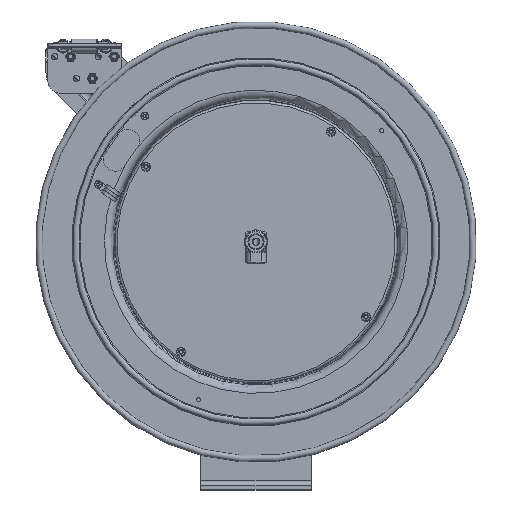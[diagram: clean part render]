
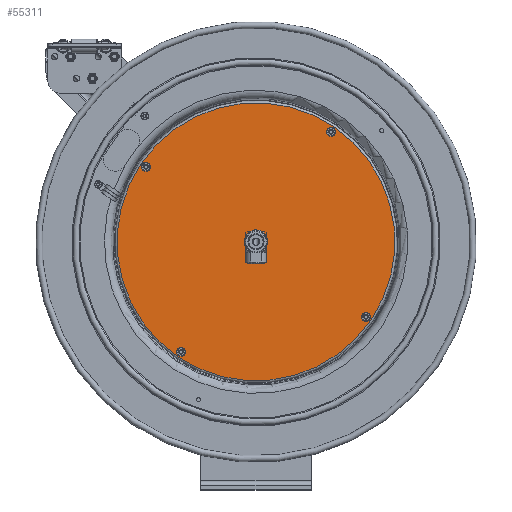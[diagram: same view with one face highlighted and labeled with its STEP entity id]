
A CAD part, top view. The second image highlights one B-rep face of the part: STEP entity #55311.
In plain terms, the highlighted planar face has unit normal (0, 0, 1).
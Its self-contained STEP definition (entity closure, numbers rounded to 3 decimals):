
#13471=FACE_BOUND('',#17307,.T.);
#13472=FACE_BOUND('',#17308,.T.);
#13473=FACE_BOUND('',#17309,.T.);
#13474=FACE_BOUND('',#17310,.T.);
#13475=FACE_BOUND('',#17311,.T.);
#14986=FACE_OUTER_BOUND('',#17306,.T.);
#17306=EDGE_LOOP('',(#45849,#45850));
#17307=EDGE_LOOP('',(#45851));
#17308=EDGE_LOOP('',(#45852));
#17309=EDGE_LOOP('',(#45853));
#17310=EDGE_LOOP('',(#45854));
#17311=EDGE_LOOP('',(#45855));
#19843=CIRCLE('',#59249,0.655);
#19845=CIRCLE('',#59252,7.565);
#19846=CIRCLE('',#59253,7.565);
#19847=CIRCLE('',#59254,0.141);
#19848=CIRCLE('',#59255,0.141);
#19849=CIRCLE('',#59256,0.141);
#19850=CIRCLE('',#59257,0.141);
#24885=VERTEX_POINT('',#92625);
#24887=VERTEX_POINT('',#92631);
#24888=VERTEX_POINT('',#92632);
#24889=VERTEX_POINT('',#92635);
#24890=VERTEX_POINT('',#92637);
#24891=VERTEX_POINT('',#92639);
#24892=VERTEX_POINT('',#92641);
#33575=EDGE_CURVE('',#24885,#24885,#19843,.T.);
#33578=EDGE_CURVE('',#24887,#24888,#19845,.T.);
#33579=EDGE_CURVE('',#24888,#24887,#19846,.T.);
#33580=EDGE_CURVE('',#24889,#24889,#19847,.T.);
#33581=EDGE_CURVE('',#24890,#24890,#19848,.T.);
#33582=EDGE_CURVE('',#24891,#24891,#19849,.T.);
#33583=EDGE_CURVE('',#24892,#24892,#19850,.T.);
#45849=ORIENTED_EDGE('',*,*,#33578,.F.);
#45850=ORIENTED_EDGE('',*,*,#33579,.F.);
#45851=ORIENTED_EDGE('',*,*,#33575,.T.);
#45852=ORIENTED_EDGE('',*,*,#33580,.T.);
#45853=ORIENTED_EDGE('',*,*,#33581,.T.);
#45854=ORIENTED_EDGE('',*,*,#33582,.T.);
#45855=ORIENTED_EDGE('',*,*,#33583,.T.);
#51425=PLANE('',#59251);
#55311=ADVANCED_FACE('',(#14986,#13471,#13472,#13473,#13474,#13475),#51425,
 .T.);
#59249=AXIS2_PLACEMENT_3D('',#92626,#69167,#69168);
#59251=AXIS2_PLACEMENT_3D('',#92630,#69172,#69173);
#59252=AXIS2_PLACEMENT_3D('',#92633,#69174,#69175);
#59253=AXIS2_PLACEMENT_3D('',#92634,#69176,#69177);
#59254=AXIS2_PLACEMENT_3D('',#92636,#69178,#69179);
#59255=AXIS2_PLACEMENT_3D('',#92638,#69180,#69181);
#59256=AXIS2_PLACEMENT_3D('',#92640,#69182,#69183);
#59257=AXIS2_PLACEMENT_3D('',#92642,#69184,#69185);
#69167=DIRECTION('center_axis',(0.,0.,
-1.));
#69168=DIRECTION('ref_axis',(0.563,0.826,0.));
#69172=DIRECTION('center_axis',(0.,0.,
1.));
#69173=DIRECTION('ref_axis',(-0.826,0.563,0.));
#69174=DIRECTION('center_axis',(0.,0.,
-1.));
#69175=DIRECTION('ref_axis',(-0.563,-0.826,0.));
#69176=DIRECTION('center_axis',(0.,0.,
-1.));
#69177=DIRECTION('ref_axis',(-0.563,-0.826,0.));
#69178=DIRECTION('center_axis',(0.,0.,
-1.));
#69179=DIRECTION('ref_axis',(-0.563,-0.826,0.));
#69180=DIRECTION('center_axis',(0.,0.,
-1.));
#69181=DIRECTION('ref_axis',(-0.563,-0.826,0.));
#69182=DIRECTION('center_axis',(0.,0.,
-1.));
#69183=DIRECTION('ref_axis',(-0.563,-0.826,0.));
#69184=DIRECTION('center_axis',(0.,0.,
-1.));
#69185=DIRECTION('ref_axis',(-0.563,-0.826,0.));
#92625=CARTESIAN_POINT('',(-0.369,-0.551,5.14));
#92626=CARTESIAN_POINT('Origin',(0.,-0.01,
5.14));
#92630=CARTESIAN_POINT('Origin',(-2.13,-3.136,5.14));
#92631=CARTESIAN_POINT('',(-4.26,-6.261,5.14));
#92632=CARTESIAN_POINT('',(-6.251,4.25,5.14));
#92633=CARTESIAN_POINT('Origin',(0.,-0.01,
5.14));
#92634=CARTESIAN_POINT('Origin',(0.,-0.01,
5.14));
#92635=CARTESIAN_POINT('',(-6.07,3.957,5.14));
#92636=CARTESIAN_POINT('Origin',(-5.991,4.073,5.14));
#92637=CARTESIAN_POINT('',(5.912,-4.209,5.14));
#92638=CARTESIAN_POINT('Origin',(5.991,-4.093,5.14));
#92639=CARTESIAN_POINT('',(4.004,5.865,5.14));
#92640=CARTESIAN_POINT('Origin',(4.083,5.981,5.14));
#92641=CARTESIAN_POINT('',(-4.162,-6.117,5.14));
#92642=CARTESIAN_POINT('Origin',(-4.083,-6.001,5.14));
